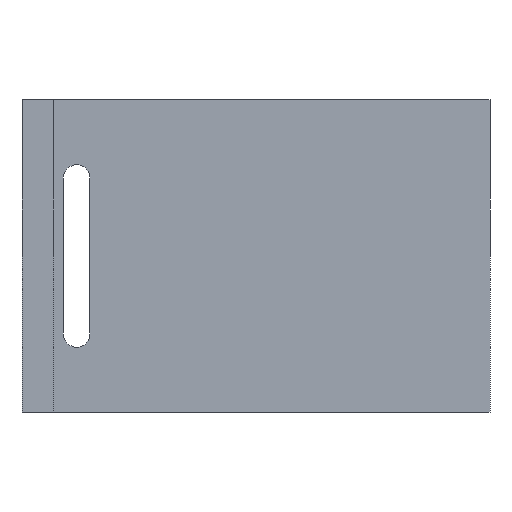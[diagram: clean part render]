
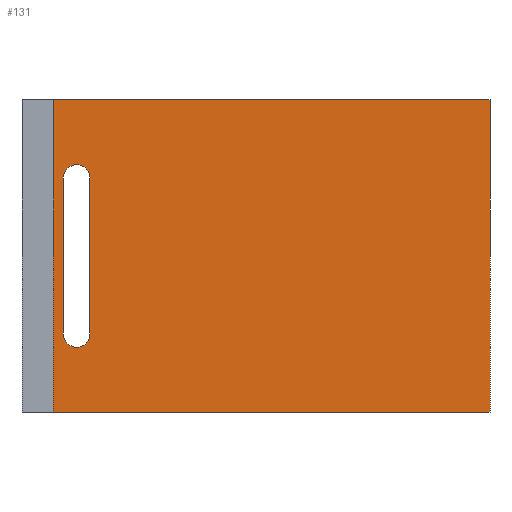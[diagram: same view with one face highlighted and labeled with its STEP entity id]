
A CAD part, front view. The second image highlights one B-rep face of the part: STEP entity #131.
In plain terms, the highlighted planar face has unit normal (0, -1, 0).
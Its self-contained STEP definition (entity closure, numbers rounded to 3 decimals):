
#7 = CARTESIAN_POINT ( 'NONE',  ( -8.5, 20.5, 100. ) ) ;
#10 = DIRECTION ( 'NONE',  ( 0., 1., 0. ) ) ;
#11 = DIRECTION ( 'NONE',  ( 0., 0., 1. ) ) ;
#12 = AXIS2_PLACEMENT_3D ( 'NONE', #7, #10, #11 ) ;
#14 = EDGE_LOOP ( 'NONE', ( #155, #68, #105, #76, #327 ) ) ;
#67 = VERTEX_POINT ( 'NONE', #305 ) ;
#68 = ORIENTED_EDGE ( 'NONE', *, *, #331, .T. ) ;
#72 = VERTEX_POINT ( 'NONE', #233 ) ;
#75 = VERTEX_POINT ( 'NONE', #314 ) ;
#76 = ORIENTED_EDGE ( 'NONE', *, *, #88, .T. ) ;
#85 = EDGE_CURVE ( 'NONE', #67, #121, #554, .T. ) ;
#88 = EDGE_CURVE ( 'NONE', #107, #67, #552, .T. ) ;
#96 = ORIENTED_EDGE ( 'NONE', *, *, #128, .F. ) ;
#97 = VERTEX_POINT ( 'NONE', #593 ) ;
#103 = EDGE_CURVE ( 'NONE', #72, #97, #582, .T. ) ;
#105 = ORIENTED_EDGE ( 'NONE', *, *, #106, .T. ) ;
#106 = EDGE_CURVE ( 'NONE', #75, #107, #604, .T. ) ;
#107 = VERTEX_POINT ( 'NONE', #609 ) ;
#108 = VERTEX_POINT ( 'NONE', #608 ) ;
#121 = VERTEX_POINT ( 'NONE', #344 ) ;
#123 = ORIENTED_EDGE ( 'NONE', *, *, #103, .T. ) ;
#124 = VERTEX_POINT ( 'NONE', #353 ) ;
#127 = EDGE_CURVE ( 'NONE', #121, #108, #319, .T. ) ;
#128 = EDGE_CURVE ( 'NONE', #147, #124, #558, .T. ) ;
#129 = PLANE ( 'NONE',  #12 ) ;
#131 = ADVANCED_FACE ( 'NONE', ( #590, #592 ), #129, .F. ) ;
#137 = EDGE_CURVE ( 'NONE', #147, #72, #587, .T. ) ;
#140 = ORIENTED_EDGE ( 'NONE', *, *, #137, .T. ) ;
#147 = VERTEX_POINT ( 'NONE', #606 ) ;
#155 = ORIENTED_EDGE ( 'NONE', *, *, #127, .T. ) ;
#233 = CARTESIAN_POINT ( 'NONE',  ( -8.5, 20.5, 0. ) ) ;
#305 = CARTESIAN_POINT ( 'NONE',  ( 7.5, 20.5, 79.25 ) ) ;
#311 = DIRECTION ( 'NONE',  ( 0., 0., -1. ) ) ;
#313 = CARTESIAN_POINT ( 'NONE',  ( 11.75, 20.5, 100. ) ) ;
#314 = CARTESIAN_POINT ( 'NONE',  ( 3.25, 20.5, 25. ) ) ;
#315 = VECTOR ( 'NONE', #311, 1000. ) ;
#319 = LINE ( 'NONE', #313, #315 ) ;
#326 = EDGE_LOOP ( 'NONE', ( #123, #330, #96, #140 ) ) ;
#327 = ORIENTED_EDGE ( 'NONE', *, *, #85, .T. ) ;
#329 = EDGE_CURVE ( 'NONE', #124, #97, #438, .T. ) ;
#330 = ORIENTED_EDGE ( 'NONE', *, *, #329, .F. ) ;
#331 = EDGE_CURVE ( 'NONE', #108, #75, #445, .T. ) ;
#344 = CARTESIAN_POINT ( 'NONE',  ( 11.75, 20.5, 75. ) ) ;
#353 = CARTESIAN_POINT ( 'NONE',  ( 140., 20.5, 100. ) ) ;
#430 = DIRECTION ( 'NONE',  ( 0., 0., 1. ) ) ;
#431 = DIRECTION ( 'NONE',  ( 0., 1., 0. ) ) ;
#432 = CARTESIAN_POINT ( 'NONE',  ( 7.5, 20.5, 25. ) ) ;
#436 = DIRECTION ( 'NONE',  ( 0., 0., -1. ) ) ;
#437 = VECTOR ( 'NONE', #436, 1000. ) ;
#438 = LINE ( 'NONE', #444, #437 ) ;
#443 = AXIS2_PLACEMENT_3D ( 'NONE', #432, #431, #430 ) ;
#444 = CARTESIAN_POINT ( 'NONE',  ( 140., 20.5, 100. ) ) ;
#445 = CIRCLE ( 'NONE', #443, 4.25 ) ;
#545 = DIRECTION ( 'NONE',  ( 1., 0., 0. ) ) ;
#546 = VECTOR ( 'NONE', #545, 1000. ) ;
#547 = DIRECTION ( 'NONE',  ( 0., 0., 1. ) ) ;
#548 = DIRECTION ( 'NONE',  ( 0., 0., 1. ) ) ;
#549 = DIRECTION ( 'NONE',  ( 0., 1., 0. ) ) ;
#550 = CARTESIAN_POINT ( 'NONE',  ( 7.5, 20.5, 75. ) ) ;
#552 = CIRCLE ( 'NONE', #568, 4.25 ) ;
#554 = CIRCLE ( 'NONE', #572, 4.25 ) ;
#557 = DIRECTION ( 'NONE',  ( 0., 1., 0. ) ) ;
#558 = LINE ( 'NONE', #562, #546 ) ;
#562 = CARTESIAN_POINT ( 'NONE',  ( -8.5, 20.5, 100. ) ) ;
#568 = AXIS2_PLACEMENT_3D ( 'NONE', #550, #549, #548 ) ;
#569 = CARTESIAN_POINT ( 'NONE',  ( 7.5, 20.5, 75. ) ) ;
#572 = AXIS2_PLACEMENT_3D ( 'NONE', #569, #557, #547 ) ;
#582 = LINE ( 'NONE', #583, #586 ) ;
#583 = CARTESIAN_POINT ( 'NONE',  ( -8.5, 20.5, 0. ) ) ;
#584 = DIRECTION ( 'NONE',  ( 1., 0., 0. ) ) ;
#585 = CARTESIAN_POINT ( 'NONE',  ( -8.5, 20.5, 100. ) ) ;
#586 = VECTOR ( 'NONE', #584, 1000. ) ;
#587 = LINE ( 'NONE', #585, #589 ) ;
#588 = DIRECTION ( 'NONE',  ( 0., 0., -1. ) ) ;
#589 = VECTOR ( 'NONE', #588, 1000. ) ;
#590 = FACE_BOUND ( 'NONE', #14, .T. ) ;
#592 = FACE_OUTER_BOUND ( 'NONE', #326, .T. ) ;
#593 = CARTESIAN_POINT ( 'NONE',  ( 140., 20.5, 0. ) ) ;
#600 = VECTOR ( 'NONE', #602, 1000. ) ;
#601 = CARTESIAN_POINT ( 'NONE',  ( 3.25, 20.5, 100. ) ) ;
#602 = DIRECTION ( 'NONE',  ( 0., 0., 1. ) ) ;
#604 = LINE ( 'NONE', #601, #600 ) ;
#606 = CARTESIAN_POINT ( 'NONE',  ( -8.5, 20.5, 100. ) ) ;
#608 = CARTESIAN_POINT ( 'NONE',  ( 11.75, 20.5, 25. ) ) ;
#609 = CARTESIAN_POINT ( 'NONE',  ( 3.25, 20.5, 75. ) ) ;
